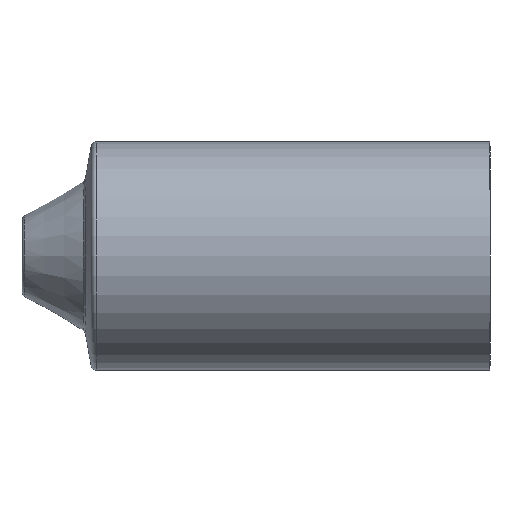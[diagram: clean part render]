
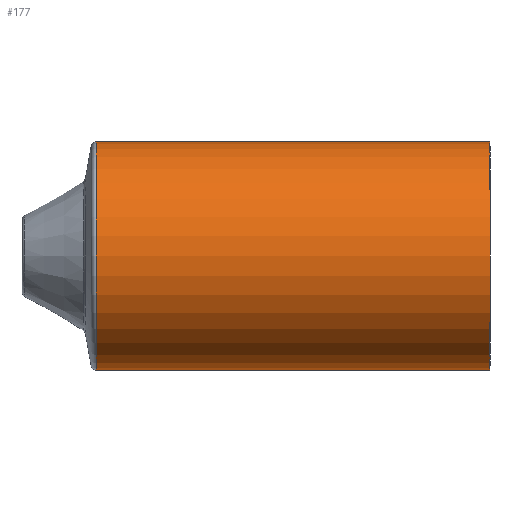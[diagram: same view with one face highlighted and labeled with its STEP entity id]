
A CAD part, front view. The second image highlights one B-rep face of the part: STEP entity #177.
In plain terms, the highlighted cylindrical face has radius 23 mm (diameter 46 mm), a full revolution.
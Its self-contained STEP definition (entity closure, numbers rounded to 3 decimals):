
#18=CYLINDRICAL_SURFACE('',#204,23.);
#27=FACE_BOUND('',#62,.T.);
#43=FACE_OUTER_BOUND('',#61,.T.);
#61=EDGE_LOOP('',(#141));
#62=EDGE_LOOP('',(#142));
#89=CIRCLE('',#200,23.);
#92=CIRCLE('',#205,23.);
#105=VERTEX_POINT('',#299);
#108=VERTEX_POINT('',#307);
#121=EDGE_CURVE('',#105,#105,#89,.T.);
#124=EDGE_CURVE('',#108,#108,#92,.T.);
#141=ORIENTED_EDGE('',*,*,#124,.T.);
#142=ORIENTED_EDGE('',*,*,#121,.F.);
#177=ADVANCED_FACE('',(#43,#27),#18,.T.);
#200=AXIS2_PLACEMENT_3D('',#300,#235,#236);
#204=AXIS2_PLACEMENT_3D('',#306,#243,#244);
#205=AXIS2_PLACEMENT_3D('',#308,#245,#246);
#235=DIRECTION('center_axis',(-1.,0.,0.));
#236=DIRECTION('ref_axis',(0.,-1.,0.));
#243=DIRECTION('center_axis',(-1.,0.,0.));
#244=DIRECTION('ref_axis',(0.,1.,0.));
#245=DIRECTION('center_axis',(-1.,0.,0.));
#246=DIRECTION('ref_axis',(0.,0.,1.));
#299=CARTESIAN_POINT('',(-79.42,23.,0.));
#300=CARTESIAN_POINT('Origin',(-79.42,0.,
0.));
#306=CARTESIAN_POINT('Origin',(-40.129,0.,0.));
#307=CARTESIAN_POINT('',(0.,23.,0.));
#308=CARTESIAN_POINT('Origin',(0.,0.,0.));
